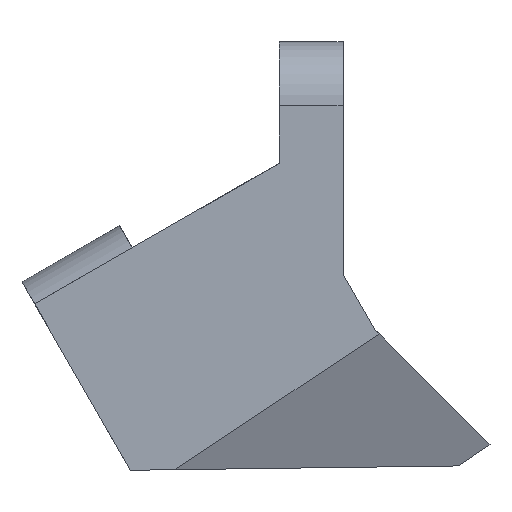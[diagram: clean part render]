
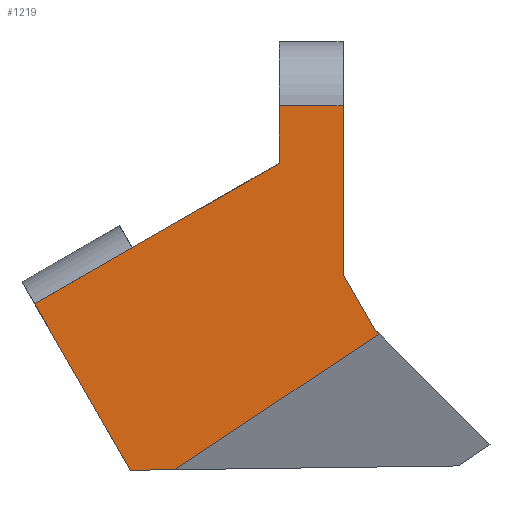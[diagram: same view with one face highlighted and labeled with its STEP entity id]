
A CAD part, left-side view. The second image highlights one B-rep face of the part: STEP entity #1219.
In plain terms, the highlighted planar face has unit normal (-1, 0, 0).
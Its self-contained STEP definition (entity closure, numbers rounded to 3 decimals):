
#8 = DIRECTION ( 'NONE',  ( 0., 0., -1. ) ) ;
#30 = VECTOR ( 'NONE', #8, 1000. ) ;
#41 = ORIENTED_EDGE ( 'NONE', *, *, #517, .T. ) ;
#90 = VECTOR ( 'NONE', #1062, 1000. ) ;
#99 = LINE ( 'NONE', #633, #418 ) ;
#124 = CARTESIAN_POINT ( 'NONE',  ( -22., -2.484, -14.999 ) ) ;
#170 = CARTESIAN_POINT ( 'NONE',  ( -22., 13.166, -25.951 ) ) ;
#189 = VERTEX_POINT ( 'NONE', #170 ) ;
#198 = CARTESIAN_POINT ( 'NONE',  ( -22., 0., 7.5 ) ) ;
#202 = CARTESIAN_POINT ( 'NONE',  ( -22., -4.851, -13.999 ) ) ;
#239 = LINE ( 'NONE', #1391, #325 ) ;
#269 = LINE ( 'NONE', #569, #1007 ) ;
#285 = VERTEX_POINT ( 'NONE', #1675 ) ;
#294 = VERTEX_POINT ( 'NONE', #1545 ) ;
#325 = VECTOR ( 'NONE', #634, 1000. ) ;
#357 = EDGE_CURVE ( 'NONE', #760, #1680, #99, .T. ) ;
#385 = EDGE_CURVE ( 'NONE', #189, #285, #1389, .T. ) ;
#391 = ORIENTED_EDGE ( 'NONE', *, *, #838, .T. ) ;
#413 = DIRECTION ( 'NONE',  ( 0., 0.499, 0.867 ) ) ;
#418 = VECTOR ( 'NONE', #498, 1000. ) ;
#441 = ORIENTED_EDGE ( 'NONE', *, *, #1476, .T. ) ;
#455 = VERTEX_POINT ( 'NONE', #688 ) ;
#483 = DIRECTION ( 'NONE',  ( 0., 1., 0. ) ) ;
#486 = CARTESIAN_POINT ( 'NONE',  ( -22., 24.1, -12.997 ) ) ;
#498 = DIRECTION ( 'NONE',  ( 0., -0.499, -0.867 ) ) ;
#517 = EDGE_CURVE ( 'NONE', #285, #768, #269, .T. ) ;
#531 = ORIENTED_EDGE ( 'NONE', *, *, #357, .T. ) ;
#532 = CARTESIAN_POINT ( 'NONE',  ( -22., 0., 2.5 ) ) ;
#541 = DIRECTION ( 'NONE',  ( 1., 0., 0. ) ) ;
#569 = CARTESIAN_POINT ( 'NONE',  ( -22., -2.484, -14.999 ) ) ;
#607 = ORIENTED_EDGE ( 'NONE', *, *, #1314, .T. ) ;
#616 = ORIENTED_EDGE ( 'NONE', *, *, #385, .T. ) ;
#633 = CARTESIAN_POINT ( 'NONE',  ( -22., 16.615, -25.996 ) ) ;
#634 = DIRECTION ( 'NONE',  ( 0., -1., 0.013 ) ) ;
#662 = CARTESIAN_POINT ( 'NONE',  ( -22., 16.615, -25.996 ) ) ;
#664 = LINE ( 'NONE', #1200, #30 ) ;
#683 = CARTESIAN_POINT ( 'NONE',  ( -22., 0., 0. ) ) ;
#688 = CARTESIAN_POINT ( 'NONE',  ( -22., 5., -2. ) ) ;
#707 = VECTOR ( 'NONE', #483, 1000. ) ;
#733 = DIRECTION ( 'NONE',  ( 0., 0., 1. ) ) ;
#737 = DIRECTION ( 'NONE',  ( 0., -0.833, 0.553 ) ) ;
#760 = VERTEX_POINT ( 'NONE', #486 ) ;
#768 = VERTEX_POINT ( 'NONE', #124 ) ;
#774 = EDGE_LOOP ( 'NONE', ( #1137, #1541, #607, #1505, #531, #441, #616, #41, #391 ) ) ;
#813 = DIRECTION ( 'NONE',  ( 0., 0., -1. ) ) ;
#815 = LINE ( 'NONE', #1592, #1663 ) ;
#838 = EDGE_CURVE ( 'NONE', #768, #294, #815, .T. ) ;
#880 = VERTEX_POINT ( 'NONE', #532 ) ;
#1007 = VECTOR ( 'NONE', #1099, 1000. ) ;
#1008 = EDGE_CURVE ( 'NONE', #294, #880, #1513, .T. ) ;
#1062 = DIRECTION ( 'NONE',  ( 0., 0.867, -0.499 ) ) ;
#1099 = DIRECTION ( 'NONE',  ( 0., 0.707, 0.707 ) ) ;
#1137 = ORIENTED_EDGE ( 'NONE', *, *, #1008, .T. ) ;
#1152 = VERTEX_POINT ( 'NONE', #1565 ) ;
#1158 = EDGE_CURVE ( 'NONE', #880, #1152, #1670, .T. ) ;
#1194 = CARTESIAN_POINT ( 'NONE',  ( -22., 24.1, -12.997 ) ) ;
#1198 = EDGE_CURVE ( 'NONE', #455, #760, #1461, .T. ) ;
#1200 = CARTESIAN_POINT ( 'NONE',  ( -22., 5., -2. ) ) ;
#1219 = ADVANCED_FACE ( 'NONE', ( #1597 ), #1584, .F. ) ;
#1314 = EDGE_CURVE ( 'NONE', #1152, #455, #664, .T. ) ;
#1360 = VECTOR ( 'NONE', #737, 1000. ) ;
#1389 = LINE ( 'NONE', #202, #1360 ) ;
#1391 = CARTESIAN_POINT ( 'NONE',  ( -22., -8.984, -25.658 ) ) ;
#1394 = CARTESIAN_POINT ( 'NONE',  ( -22., 0., 2.5 ) ) ;
#1461 = LINE ( 'NONE', #1194, #90 ) ;
#1476 = EDGE_CURVE ( 'NONE', #1680, #189, #239, .T. ) ;
#1505 = ORIENTED_EDGE ( 'NONE', *, *, #1198, .T. ) ;
#1513 = LINE ( 'NONE', #198, #1612 ) ;
#1541 = ORIENTED_EDGE ( 'NONE', *, *, #1158, .T. ) ;
#1545 = CARTESIAN_POINT ( 'NONE',  ( -22., 0., -10.684 ) ) ;
#1565 = CARTESIAN_POINT ( 'NONE',  ( -22., 5., 2.5 ) ) ;
#1584 = PLANE ( 'NONE',  #1665 ) ;
#1592 = CARTESIAN_POINT ( 'NONE',  ( -22., 0., -10.684 ) ) ;
#1597 = FACE_OUTER_BOUND ( 'NONE', #774, .T. ) ;
#1612 = VECTOR ( 'NONE', #733, 1000. ) ;
#1663 = VECTOR ( 'NONE', #413, 1000. ) ;
#1665 = AXIS2_PLACEMENT_3D ( 'NONE', #683, #541, #813 ) ;
#1670 = LINE ( 'NONE', #1394, #707 ) ;
#1675 = CARTESIAN_POINT ( 'NONE',  ( -22., -2.827, -15.342 ) ) ;
#1680 = VERTEX_POINT ( 'NONE', #662 ) ;
